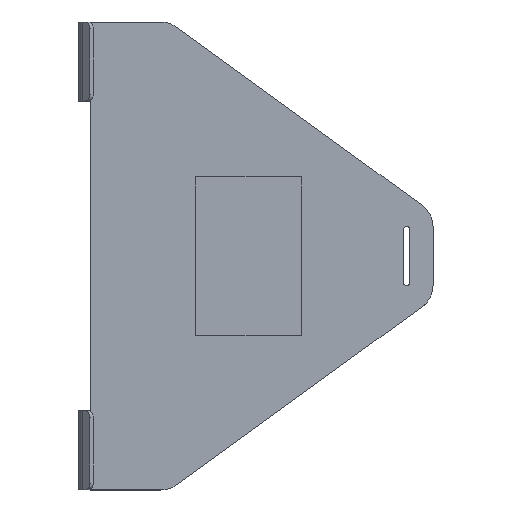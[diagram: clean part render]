
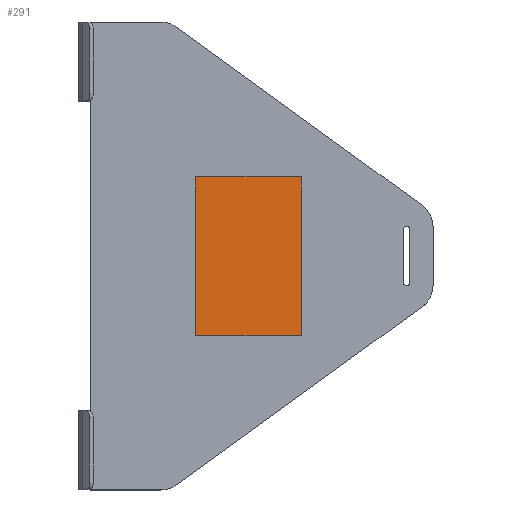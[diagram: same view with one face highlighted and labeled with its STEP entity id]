
A CAD part, top view. The second image highlights one B-rep face of the part: STEP entity #291.
In plain terms, the highlighted planar face has unit normal (0, 0, 1).
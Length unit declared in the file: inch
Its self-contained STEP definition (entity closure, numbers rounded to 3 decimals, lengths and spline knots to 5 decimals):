
#60 = DIRECTION ( 'NONE',  ( 1., 0., 0. ) ) ;
#120 = LINE ( 'NONE', #1575, #1412 ) ;
#163 = LINE ( 'NONE', #1022, #331 ) ;
#188 = FACE_OUTER_BOUND ( 'NONE', #602, .T. ) ;
#207 = VECTOR ( 'NONE', #441, 39.37008 ) ;
#209 = ORIENTED_EDGE ( 'NONE', *, *, #1094, .F. ) ;
#289 = ORIENTED_EDGE ( 'NONE', *, *, #976, .F. ) ;
#291 = ADVANCED_FACE ( 'NONE', ( #188 ), #579, .T. ) ;
#304 = CARTESIAN_POINT ( 'NONE',  ( 0., -1.5, 0.091 ) ) ;
#331 = VECTOR ( 'NONE', #499, 39.37008 ) ;
#334 = LINE ( 'NONE', #304, #207 ) ;
#351 = AXIS2_PLACEMENT_3D ( 'NONE', #770, #409, #60 ) ;
#409 = DIRECTION ( 'NONE',  ( 0., 0., 1. ) ) ;
#426 = CARTESIAN_POINT ( 'NONE',  ( -1.25, 0., 0.091 ) ) ;
#441 = DIRECTION ( 'NONE',  ( -1., 0., 0. ) ) ;
#466 = ORIENTED_EDGE ( 'NONE', *, *, #698, .F. ) ;
#474 = VERTEX_POINT ( 'NONE', #1134 ) ;
#499 = DIRECTION ( 'NONE',  ( 0., -1., 0. ) ) ;
#522 = ORIENTED_EDGE ( 'NONE', *, *, #1323, .F. ) ;
#579 = PLANE ( 'NONE',  #351 ) ;
#602 = EDGE_LOOP ( 'NONE', ( #209, #522, #289, #466 ) ) ;
#698 = EDGE_CURVE ( 'NONE', #1066, #1079, #334, .T. ) ;
#732 = VECTOR ( 'NONE', #1031, 39.37008 ) ;
#747 = CARTESIAN_POINT ( 'NONE',  ( 0.75, 1.5, 0.091 ) ) ;
#770 = CARTESIAN_POINT ( 'NONE',  ( 0., 0., 0.091 ) ) ;
#869 = CARTESIAN_POINT ( 'NONE',  ( 0.75, -1.5, 0.091 ) ) ;
#976 = EDGE_CURVE ( 'NONE', #1079, #474, #1376, .T. ) ;
#1022 = CARTESIAN_POINT ( 'NONE',  ( 0.75, 0., 0.091 ) ) ;
#1031 = DIRECTION ( 'NONE',  ( 0., 1., 0. ) ) ;
#1066 = VERTEX_POINT ( 'NONE', #869 ) ;
#1079 = VERTEX_POINT ( 'NONE', #1365 ) ;
#1087 = VERTEX_POINT ( 'NONE', #747 ) ;
#1094 = EDGE_CURVE ( 'NONE', #1087, #1066, #163, .T. ) ;
#1134 = CARTESIAN_POINT ( 'NONE',  ( -1.25, 1.5, 0.091 ) ) ;
#1201 = DIRECTION ( 'NONE',  ( 1., 0., 0. ) ) ;
#1323 = EDGE_CURVE ( 'NONE', #474, #1087, #120, .T. ) ;
#1365 = CARTESIAN_POINT ( 'NONE',  ( -1.25, -1.5, 0.091 ) ) ;
#1376 = LINE ( 'NONE', #426, #732 ) ;
#1412 = VECTOR ( 'NONE', #1201, 39.37008 ) ;
#1575 = CARTESIAN_POINT ( 'NONE',  ( 0., 1.5, 0.091 ) ) ;
